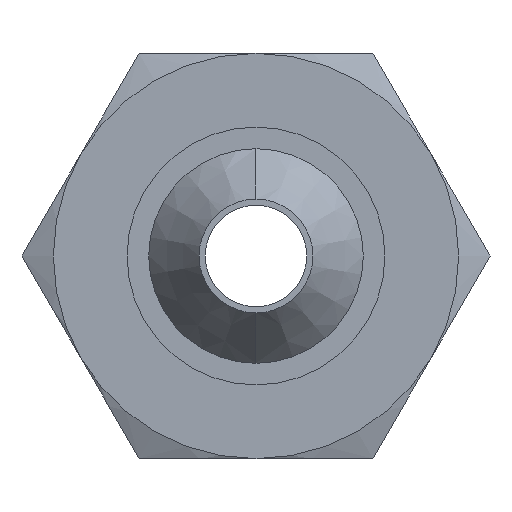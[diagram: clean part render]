
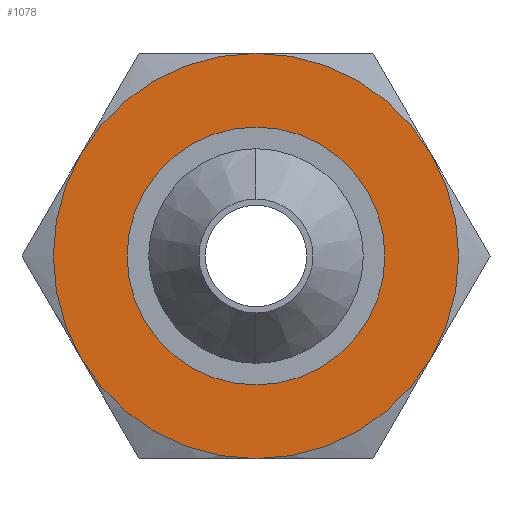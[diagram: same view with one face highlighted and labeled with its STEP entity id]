
A CAD part, left-side view. The second image highlights one B-rep face of the part: STEP entity #1078.
In plain terms, the highlighted planar face has unit normal (-1, 0, 0).
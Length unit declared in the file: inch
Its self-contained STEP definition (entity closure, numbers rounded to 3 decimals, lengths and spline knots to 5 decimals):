
#200=CARTESIAN_POINT('',(-0.32,0.,-0.34375));
#230=CARTESIAN_POINT('',(-0.32,0.,0.));
#231=DIRECTION('',(-1.,0.,0.));
#232=DIRECTION('',(0.,0.866,0.5));
#233=AXIS2_PLACEMENT_3D('',#230,#231,#232);
#235=CARTESIAN_POINT('',(-0.32,0.,0.));
#236=DIRECTION('',(-1.,0.,0.));
#237=DIRECTION('',(0.,0.,1.));
#238=AXIS2_PLACEMENT_3D('',#235,#236,#237);
#240=CARTESIAN_POINT('',(-0.32,0.,0.));
#241=DIRECTION('',(-1.,0.,0.));
#242=DIRECTION('',(0.,-0.866,0.5));
#243=AXIS2_PLACEMENT_3D('',#240,#241,#242);
#245=CARTESIAN_POINT('',(-0.32,0.,0.));
#246=DIRECTION('',(-1.,0.,0.));
#247=DIRECTION('',(0.,0.,-1.));
#248=AXIS2_PLACEMENT_3D('',#245,#246,#247);
#250=CARTESIAN_POINT('',(-0.32,0.,0.));
#251=DIRECTION('',(-1.,0.,0.));
#252=DIRECTION('',(0.,0.866,-0.5));
#253=AXIS2_PLACEMENT_3D('',#250,#251,#252);
#255=CARTESIAN_POINT('',(-0.32,0.,0.));
#256=DIRECTION('',(1.,0.,0.));
#257=DIRECTION('',(0.,0.,-1.));
#258=AXIS2_PLACEMENT_3D('',#255,#256,#257);
#268=CARTESIAN_POINT('',(-0.32,0.,0.));
#269=DIRECTION('',(-1.,0.,0.));
#270=DIRECTION('',(0.,0.,-1.));
#271=AXIS2_PLACEMENT_3D('',#268,#269,#270);
#347=CARTESIAN_POINT('',(-0.32,0.,0.));
#348=DIRECTION('',(-1.,0.,0.));
#349=DIRECTION('',(0.,-0.866,-0.5));
#350=AXIS2_PLACEMENT_3D('',#347,#348,#349);
#358=CARTESIAN_POINT('',(-0.32,-0.2977,0.17187));
#394=CARTESIAN_POINT('',(-0.32,0.,0.34375));
#430=CARTESIAN_POINT('',(-0.32,0.2977,0.17188));
#466=CARTESIAN_POINT('',(-0.32,0.2977,-0.17187));
#507=CARTESIAN_POINT('',(-0.32,-0.2977,-0.17188));
#559=CARTESIAN_POINT('',(-0.32,0.,-0.182));
#561=VERTEX_POINT('',#559);
#595=CARTESIAN_POINT('',(-0.32,0.,0.182));
#597=VERTEX_POINT('',#595);
#610=VERTEX_POINT('',#358);
#615=VERTEX_POINT('',#394);
#619=VERTEX_POINT('',#430);
#623=VERTEX_POINT('',#466);
#627=VERTEX_POINT('',#200);
#631=VERTEX_POINT('',#507);
#1058=CARTESIAN_POINT('',(-0.32,0.,0.));
#1059=DIRECTION('',(1.,0.,0.));
#1060=DIRECTION('',(0.,0.,1.));
#1061=AXIS2_PLACEMENT_3D('',#1058,#1059,#1060);
#1062=PLANE('',#1061);
#1063=ORIENTED_EDGE('',*,*,#1049,.F.);
#1064=ORIENTED_EDGE('',*,*,#1037,.F.);
#1065=ORIENTED_EDGE('',*,*,#1023,.F.);
#1067=ORIENTED_EDGE('',*,*,#1066,.F.);
#1068=ORIENTED_EDGE('',*,*,#996,.F.);
#1069=ORIENTED_EDGE('',*,*,#1010,.F.);
#1070=EDGE_LOOP('',(#1063,#1064,#1065,#1067,#1068,#1069));
#1071=FACE_OUTER_BOUND('',#1070,.F.);
#1073=ORIENTED_EDGE('',*,*,#1072,.F.);
#1075=ORIENTED_EDGE('',*,*,#1074,.T.);
#1076=EDGE_LOOP('',(#1073,#1075));
#1077=FACE_BOUND('',#1076,.F.);
#1078=ADVANCED_FACE('',(#1071,#1077),#1062,.F.);
#234=CIRCLE('',#233,0.34375);
#239=CIRCLE('',#238,0.34375);
#244=CIRCLE('',#243,0.34375);
#249=CIRCLE('',#248,0.34375);
#254=CIRCLE('',#253,0.34375);
#259=CIRCLE('',#258,0.182);
#272=CIRCLE('',#271,0.182);
#351=CIRCLE('',#350,0.34375);
#996=EDGE_CURVE('',#627,#631,#249,.T.);
#1010=EDGE_CURVE('',#623,#627,#254,.T.);
#1023=EDGE_CURVE('',#610,#615,#244,.T.);
#1037=EDGE_CURVE('',#615,#619,#239,.T.);
#1049=EDGE_CURVE('',#619,#623,#234,.T.);
#1066=EDGE_CURVE('',#631,#610,#351,.T.);
#1072=EDGE_CURVE('',#561,#597,#259,.T.);
#1074=EDGE_CURVE('',#561,#597,#272,.T.);
